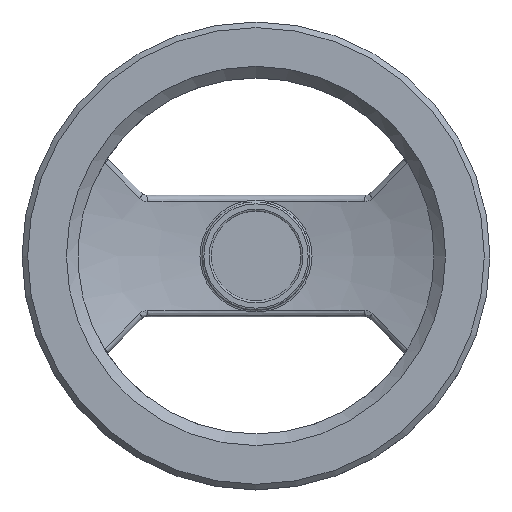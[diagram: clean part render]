
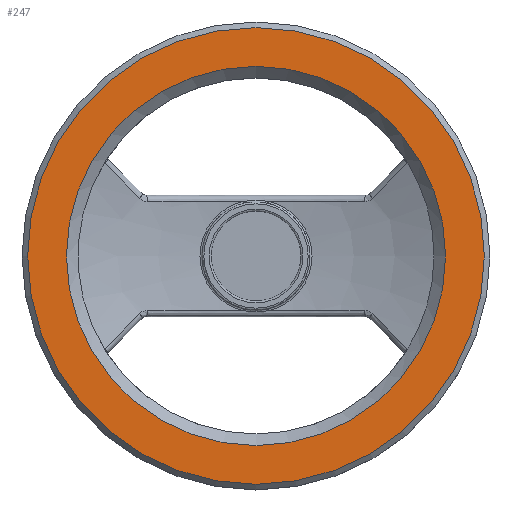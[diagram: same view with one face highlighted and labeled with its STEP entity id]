
A CAD part, top view. The second image highlights one B-rep face of the part: STEP entity #247.
In plain terms, the highlighted planar face has unit normal (0, 0, 1).
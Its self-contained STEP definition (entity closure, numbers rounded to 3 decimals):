
#247 = ADVANCED_FACE( '', ( #516, #517 ), #518, .F. );
#516 = FACE_OUTER_BOUND( '', #4495, .T. );
#517 = FACE_BOUND( '', #4496, .T. );
#518 = PLANE( '', #4497 );
#4495 = EDGE_LOOP( '', ( #5089 ) );
#4496 = EDGE_LOOP( '', ( #5090 ) );
#4497 = AXIS2_PLACEMENT_3D( '', #5091, #5092, #5093 );
#5089 = ORIENTED_EDGE( '', *, *, #5261, .T. );
#5090 = ORIENTED_EDGE( '', *, *, #5306, .F. );
#5091 = CARTESIAN_POINT( '', ( 0., 125., 53. ) );
#5092 = DIRECTION( '', ( 0., 0., -1. ) );
#5093 = DIRECTION( '', ( -1., 0., 0. ) );
#5261 = EDGE_CURVE( '', #5571, #5571, #5572, .F. );
#5306 = EDGE_CURVE( '', #5626, #5626, #5627, .T. );
#5571 = VERTEX_POINT( '', #7355 );
#5572 = CIRCLE( '', #7356, 122. );
#5626 = VERTEX_POINT( '', #7676 );
#5627 = CIRCLE( '', #7677, 101.3 );
#7355 = CARTESIAN_POINT( '', ( -122., 0., 53. ) );
#7356 = AXIS2_PLACEMENT_3D( '', #8035, #8036, #8037 );
#7676 = CARTESIAN_POINT( '', ( 101.3, 0., 53. ) );
#7677 = AXIS2_PLACEMENT_3D( '', #8074, #8075, #8076 );
#8035 = CARTESIAN_POINT( '', ( 0., 0., 53. ) );
#8036 = DIRECTION( '', ( 0., 0., -1. ) );
#8037 = DIRECTION( '', ( -1., 0., 0. ) );
#8074 = CARTESIAN_POINT( '', ( 0., 0., 53. ) );
#8075 = DIRECTION( '', ( 0., 0., 1. ) );
#8076 = DIRECTION( '', ( 1., 0., 0. ) );
